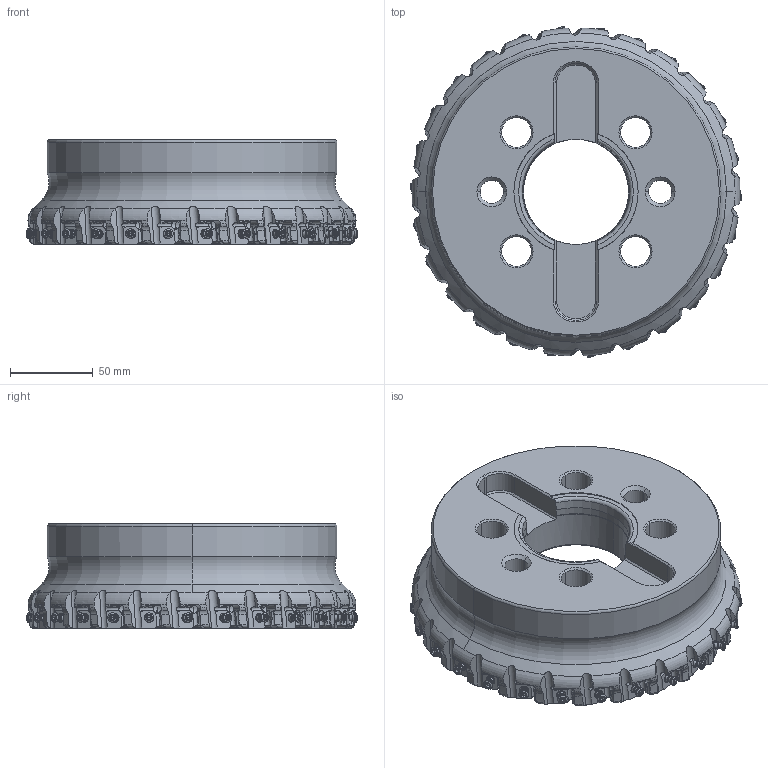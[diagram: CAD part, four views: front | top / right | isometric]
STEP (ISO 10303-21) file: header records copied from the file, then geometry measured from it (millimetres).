
FILE_DESCRIPTION(/* description */ (''),/* implementation_level */ '2;1');
FILE_NAME(/* name */ 'VOX400UR0826M.stp',/* time_stamp */ '2019-03-26T13:44:45+09:00',/* author */ (''),/* organization */ (''),/* preprocessor_version */ 'ST-DEVELOPER v16',/* originating_system */ 'SIEMENS PLM Software NX 10.0',/* authorisation */ '');
FILE_SCHEMA (('AUTOMOTIVE_DESIGN { 1 0 10303 214 3 1 1 1 }'));
Length unit declared in the file: millimetre
Products named in the file (1): VOX400UR0826M_ASM
Bounding box: 200.26 x 199.77 x 62.8 mm (x, y, z)
Volume: 989046.1 mm3; surface area: 126806.5 mm2
Topology: 27 solids, 27 shells, 2135 faces, 6156 edges, 3946 vertices
Faces by surface type: cylinder 936, cone 456, plane 417, torus 248, sphere 78
Entity records: 95174 total; most frequent: CARTESIAN_POINT 40677, ORIENTED_EDGE 11948, DIRECTION 10861, EDGE_CURVE 5974, AXIS2_PLACEMENT_3D 4452, VERTEX_POINT 3946, EDGE_LOOP 2202, ADVANCED_FACE 2135
